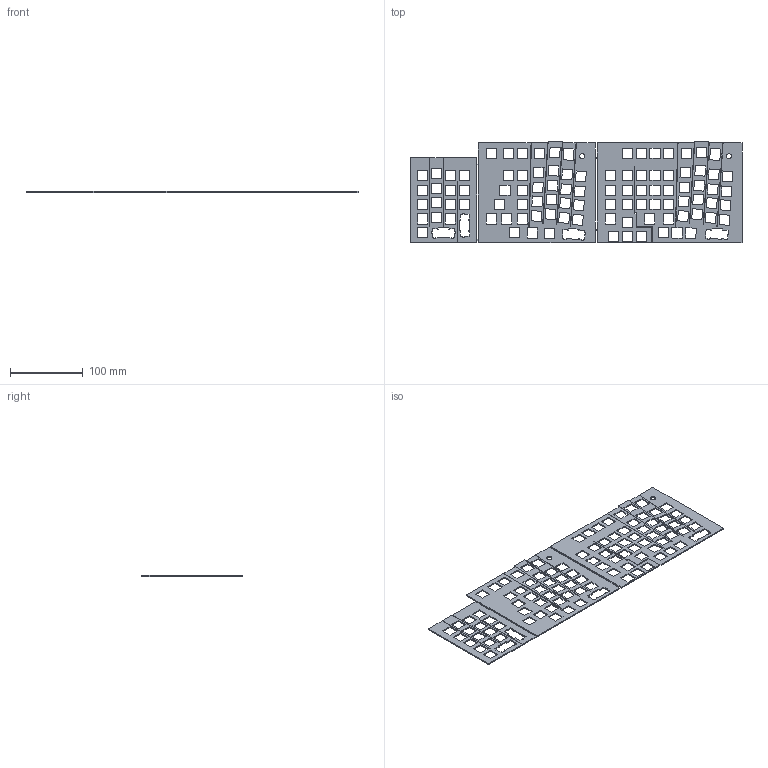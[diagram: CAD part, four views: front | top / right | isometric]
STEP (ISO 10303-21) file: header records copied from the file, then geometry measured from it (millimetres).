
FILE_DESCRIPTION(('FreeCAD Model'),'2;1');
FILE_NAME('Open CASCADE Shape Model','2023-07-25T00:34:18',(''),(''), 'Open CASCADE STEP processor 7.6','FreeCAD','Unknown');
FILE_SCHEMA(('AUTOMOTIVE_DESIGN { 1 0 10303 214 1 1 1 1 }'));
Length unit declared in the file: millimetre
Products named in the file (1): CombinedPlate
Bounding box: 457.38 x 140.23 x 1.5 mm (x, y, z)
Volume: 58514.7 mm3; surface area: 93445.6 mm2
Topology: 1 solids, 1 shells, 628 faces, 1878 edges, 1252 vertices
Faces by surface type: plane 610, cylinder 18
Full cylindrical faces by diameter (mm): 7.05 x2
Entity records: 45632 total; most frequent: CARTESIAN_POINT 7623, DIRECTION 6910, LINE 5562, VECTOR 5562, ORIENTED_EDGE 3756, PCURVE 3756, DEFINITIONAL_REPRESENTATION 3756, EDGE_CURVE 1878
